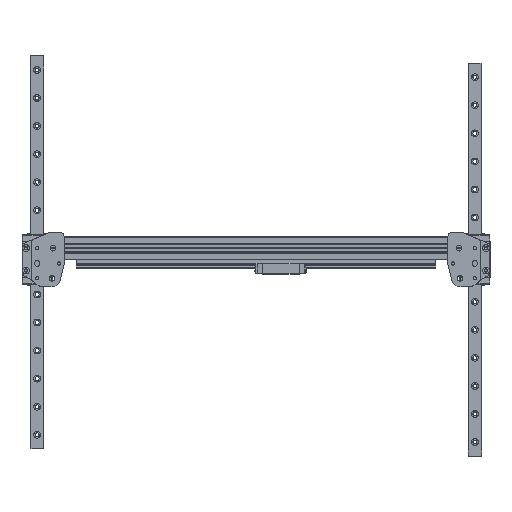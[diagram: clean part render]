
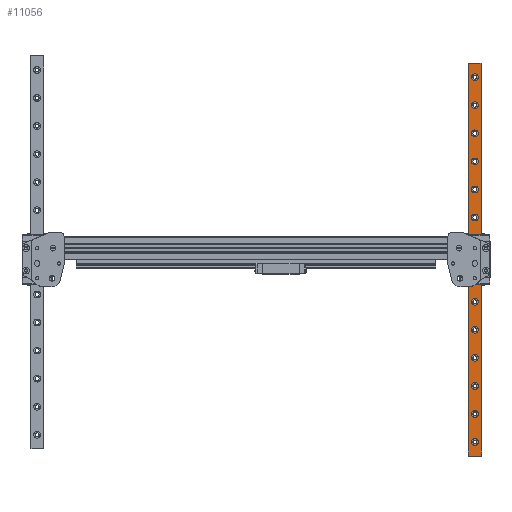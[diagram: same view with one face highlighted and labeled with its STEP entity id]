
A CAD part, top view. The second image highlights one B-rep face of the part: STEP entity #11056.
In plain terms, the highlighted face is planar.
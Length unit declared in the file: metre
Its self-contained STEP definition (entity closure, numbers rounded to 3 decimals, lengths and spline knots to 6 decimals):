
#1070=LINE('',#19117,#1940);
#1071=LINE('',#19120,#1941);
#1072=LINE('',#19122,#1942);
#1073=LINE('',#19124,#1943);
#1940=VECTOR('',#15787,1.);
#1941=VECTOR('',#15788,1.);
#1942=VECTOR('',#15789,1.);
#1943=VECTOR('',#15790,1.);
#2289=PLANE('',#12655);
#5041=ORIENTED_EDGE('',*,*,#6607,.F.);
#5042=ORIENTED_EDGE('',*,*,#6608,.F.);
#5043=ORIENTED_EDGE('',*,*,#6609,.F.);
#5044=ORIENTED_EDGE('',*,*,#6610,.F.);
#5045=ORIENTED_EDGE('',*,*,#6611,.F.);
#5046=ORIENTED_EDGE('',*,*,#6612,.F.);
#5047=ORIENTED_EDGE('',*,*,#6613,.F.);
#5048=ORIENTED_EDGE('',*,*,#6614,.F.);
#5049=ORIENTED_EDGE('',*,*,#6615,.F.);
#5050=ORIENTED_EDGE('',*,*,#6616,.F.);
#5051=ORIENTED_EDGE('',*,*,#6617,.F.);
#5052=ORIENTED_EDGE('',*,*,#6618,.F.);
#5053=ORIENTED_EDGE('',*,*,#6619,.F.);
#5054=ORIENTED_EDGE('',*,*,#6620,.F.);
#5055=ORIENTED_EDGE('',*,*,#6621,.T.);
#5056=ORIENTED_EDGE('',*,*,#6622,.T.);
#5057=ORIENTED_EDGE('',*,*,#6623,.F.);
#5058=ORIENTED_EDGE('',*,*,#6624,.T.);
#6607=EDGE_CURVE('',#7687,#7687,#8231,.T.);
#6608=EDGE_CURVE('',#7688,#7688,#8232,.T.);
#6609=EDGE_CURVE('',#7689,#7689,#8233,.T.);
#6610=EDGE_CURVE('',#7690,#7690,#8234,.T.);
#6611=EDGE_CURVE('',#7691,#7691,#8235,.T.);
#6612=EDGE_CURVE('',#7692,#7692,#8236,.T.);
#6613=EDGE_CURVE('',#7693,#7693,#8237,.T.);
#6614=EDGE_CURVE('',#7694,#7694,#8238,.T.);
#6615=EDGE_CURVE('',#7695,#7695,#8239,.T.);
#6616=EDGE_CURVE('',#7696,#7696,#8240,.T.);
#6617=EDGE_CURVE('',#7697,#7697,#8241,.T.);
#6618=EDGE_CURVE('',#7698,#7698,#8242,.T.);
#6619=EDGE_CURVE('',#7699,#7699,#8243,.T.);
#6620=EDGE_CURVE('',#7700,#7700,#8244,.T.);
#6621=EDGE_CURVE('',#7701,#7702,#1070,.T.);
#6622=EDGE_CURVE('',#7702,#7703,#1071,.F.);
#6623=EDGE_CURVE('',#7704,#7703,#1072,.T.);
#6624=EDGE_CURVE('',#7704,#7701,#1073,.T.);
#7687=VERTEX_POINT('',#19090);
#7688=VERTEX_POINT('',#19092);
#7689=VERTEX_POINT('',#19094);
#7690=VERTEX_POINT('',#19096);
#7691=VERTEX_POINT('',#19098);
#7692=VERTEX_POINT('',#19100);
#7693=VERTEX_POINT('',#19102);
#7694=VERTEX_POINT('',#19104);
#7695=VERTEX_POINT('',#19106);
#7696=VERTEX_POINT('',#19108);
#7697=VERTEX_POINT('',#19110);
#7698=VERTEX_POINT('',#19112);
#7699=VERTEX_POINT('',#19114);
#7700=VERTEX_POINT('',#19116);
#7701=VERTEX_POINT('',#19118);
#7702=VERTEX_POINT('',#19119);
#7703=VERTEX_POINT('',#19121);
#7704=VERTEX_POINT('',#19123);
#8231=CIRCLE('',#12656,0.003);
#8232=CIRCLE('',#12657,0.003);
#8233=CIRCLE('',#12658,0.003);
#8234=CIRCLE('',#12659,0.003);
#8235=CIRCLE('',#12660,0.003);
#8236=CIRCLE('',#12661,0.003);
#8237=CIRCLE('',#12662,0.003);
#8238=CIRCLE('',#12663,0.003);
#8239=CIRCLE('',#12664,0.003);
#8240=CIRCLE('',#12665,0.003);
#8241=CIRCLE('',#12666,0.003);
#8242=CIRCLE('',#12667,0.003);
#8243=CIRCLE('',#12668,0.003);
#8244=CIRCLE('',#12669,0.003);
#9131=EDGE_LOOP('',(#5041));
#9132=EDGE_LOOP('',(#5042));
#9133=EDGE_LOOP('',(#5043));
#9134=EDGE_LOOP('',(#5044));
#9135=EDGE_LOOP('',(#5045));
#9136=EDGE_LOOP('',(#5046));
#9137=EDGE_LOOP('',(#5047));
#9138=EDGE_LOOP('',(#5048));
#9139=EDGE_LOOP('',(#5049));
#9140=EDGE_LOOP('',(#5050));
#9141=EDGE_LOOP('',(#5051));
#9142=EDGE_LOOP('',(#5052));
#9143=EDGE_LOOP('',(#5053));
#9144=EDGE_LOOP('',(#5054));
#9145=EDGE_LOOP('',(#5055,#5056,#5057,#5058));
#10089=FACE_BOUND('',#9131,.T.);
#10090=FACE_BOUND('',#9132,.T.);
#10091=FACE_BOUND('',#9133,.T.);
#10092=FACE_BOUND('',#9134,.T.);
#10093=FACE_BOUND('',#9135,.T.);
#10094=FACE_BOUND('',#9136,.T.);
#10095=FACE_BOUND('',#9137,.T.);
#10096=FACE_BOUND('',#9138,.T.);
#10097=FACE_BOUND('',#9139,.T.);
#10098=FACE_BOUND('',#9140,.T.);
#10099=FACE_BOUND('',#9141,.T.);
#10100=FACE_BOUND('',#9142,.T.);
#10101=FACE_BOUND('',#9143,.T.);
#10102=FACE_BOUND('',#9144,.T.);
#10103=FACE_BOUND('',#9145,.T.);
#11056=ADVANCED_FACE('',(#10089,#10090,#10091,#10092,#10093,#10094,#10095,
#10096,#10097,#10098,#10099,#10100,#10101,#10102,#10103),#2289,.F.);
#12655=AXIS2_PLACEMENT_3D('',#19088,#15757,#15758);
#12656=AXIS2_PLACEMENT_3D('',#19089,#15759,#15760);
#12657=AXIS2_PLACEMENT_3D('',#19091,#15761,#15762);
#12658=AXIS2_PLACEMENT_3D('',#19093,#15763,#15764);
#12659=AXIS2_PLACEMENT_3D('',#19095,#15765,#15766);
#12660=AXIS2_PLACEMENT_3D('',#19097,#15767,#15768);
#12661=AXIS2_PLACEMENT_3D('',#19099,#15769,#15770);
#12662=AXIS2_PLACEMENT_3D('',#19101,#15771,#15772);
#12663=AXIS2_PLACEMENT_3D('',#19103,#15773,#15774);
#12664=AXIS2_PLACEMENT_3D('',#19105,#15775,#15776);
#12665=AXIS2_PLACEMENT_3D('',#19107,#15777,#15778);
#12666=AXIS2_PLACEMENT_3D('',#19109,#15779,#15780);
#12667=AXIS2_PLACEMENT_3D('',#19111,#15781,#15782);
#12668=AXIS2_PLACEMENT_3D('',#19113,#15783,#15784);
#12669=AXIS2_PLACEMENT_3D('',#19115,#15785,#15786);
#15757=DIRECTION('',(0.,-1.,0.));
#15758=DIRECTION('',(1.,0.,0.));
#15759=DIRECTION('',(0.,1.,0.));
#15760=DIRECTION('',(-1.,0.,0.));
#15761=DIRECTION('',(0.,1.,0.));
#15762=DIRECTION('',(-1.,0.,0.));
#15763=DIRECTION('',(0.,1.,0.));
#15764=DIRECTION('',(-1.,0.,0.));
#15765=DIRECTION('',(0.,1.,0.));
#15766=DIRECTION('',(-1.,0.,0.));
#15767=DIRECTION('',(0.,1.,0.));
#15768=DIRECTION('',(-1.,0.,0.));
#15769=DIRECTION('',(0.,1.,0.));
#15770=DIRECTION('',(-1.,0.,0.));
#15771=DIRECTION('',(0.,1.,0.));
#15772=DIRECTION('',(-1.,0.,0.));
#15773=DIRECTION('',(0.,1.,0.));
#15774=DIRECTION('',(-1.,0.,0.));
#15775=DIRECTION('',(0.,1.,0.));
#15776=DIRECTION('',(-1.,0.,0.));
#15777=DIRECTION('',(0.,1.,0.));
#15778=DIRECTION('',(-1.,0.,0.));
#15779=DIRECTION('',(0.,1.,0.));
#15780=DIRECTION('',(-1.,0.,0.));
#15781=DIRECTION('',(0.,1.,0.));
#15782=DIRECTION('',(-1.,0.,0.));
#15783=DIRECTION('',(0.,1.,0.));
#15784=DIRECTION('',(-1.,0.,0.));
#15785=DIRECTION('',(0.,1.,0.));
#15786=DIRECTION('',(-1.,0.,0.));
#15787=DIRECTION('',(-1.,0.,0.));
#15788=DIRECTION('',(0.,0.,-1.));
#15789=DIRECTION('',(-1.,0.,0.));
#15790=DIRECTION('',(0.,0.,-1.));
#19088=CARTESIAN_POINT('',(0.012,0.012,0.5));
#19089=CARTESIAN_POINT('',(0.006,0.012,0.34));
#19090=CARTESIAN_POINT('',(0.003,0.012,0.34));
#19091=CARTESIAN_POINT('',(0.006,0.012,0.315));
#19092=CARTESIAN_POINT('',(0.003,0.012,0.315));
#19093=CARTESIAN_POINT('',(0.006,0.012,0.29));
#19094=CARTESIAN_POINT('',(0.003,0.012,0.29));
#19095=CARTESIAN_POINT('',(0.006,0.012,0.265));
#19096=CARTESIAN_POINT('',(0.003,0.012,0.265));
#19097=CARTESIAN_POINT('',(0.006,0.012,0.24));
#19098=CARTESIAN_POINT('',(0.003,0.012,0.24));
#19099=CARTESIAN_POINT('',(0.006,0.012,0.215));
#19100=CARTESIAN_POINT('',(0.003,0.012,0.215));
#19101=CARTESIAN_POINT('',(0.006,0.012,0.19));
#19102=CARTESIAN_POINT('',(0.003,0.012,0.19));
#19103=CARTESIAN_POINT('',(0.006,0.012,0.165));
#19104=CARTESIAN_POINT('',(0.003,0.012,0.165));
#19105=CARTESIAN_POINT('',(0.006,0.012,0.14));
#19106=CARTESIAN_POINT('',(0.003,0.012,0.14));
#19107=CARTESIAN_POINT('',(0.006,0.012,0.115));
#19108=CARTESIAN_POINT('',(0.003,0.012,0.115));
#19109=CARTESIAN_POINT('',(0.006,0.012,0.09));
#19110=CARTESIAN_POINT('',(0.003,0.012,0.09));
#19111=CARTESIAN_POINT('',(0.006,0.012,0.065));
#19112=CARTESIAN_POINT('',(0.003,0.012,0.065));
#19113=CARTESIAN_POINT('',(0.006,0.012,0.04));
#19114=CARTESIAN_POINT('',(0.003,0.012,0.04));
#19115=CARTESIAN_POINT('',(0.006,0.012,0.015));
#19116=CARTESIAN_POINT('',(0.003,0.012,0.015));
#19117=CARTESIAN_POINT('',(0.012,0.012,0.0025));
#19118=CARTESIAN_POINT('',(0.0115,0.012,0.0025));
#19119=CARTESIAN_POINT('',(0.0005,0.012,0.0025));
#19120=CARTESIAN_POINT('',(0.0005,0.012,0.5));
#19121=CARTESIAN_POINT('',(0.0005,0.012,0.3525));
#19122=CARTESIAN_POINT('',(0.012,0.012,0.3525));
#19123=CARTESIAN_POINT('',(0.0115,0.012,0.3525));
#19124=CARTESIAN_POINT('',(0.0115,0.012,0.5));
